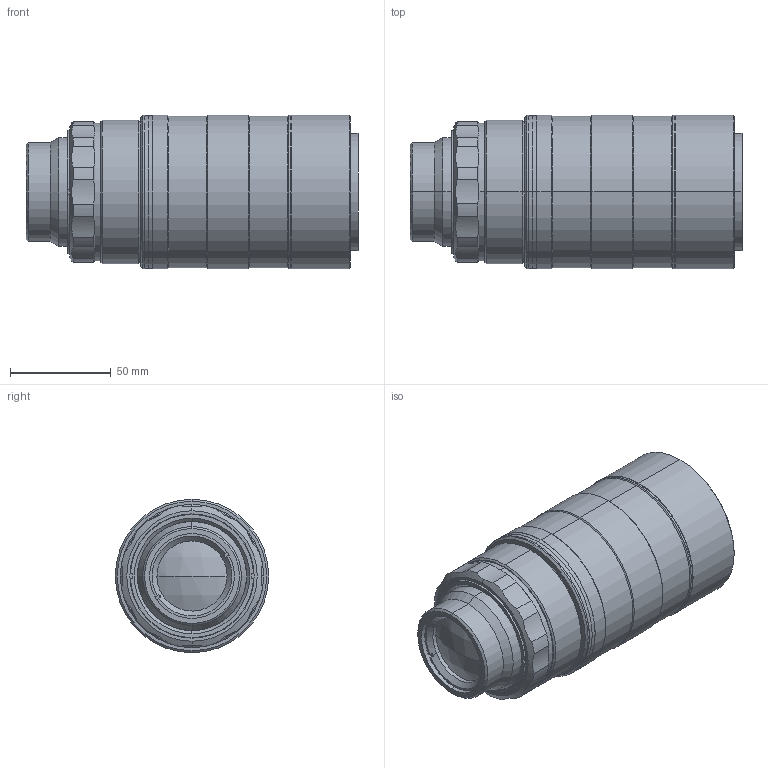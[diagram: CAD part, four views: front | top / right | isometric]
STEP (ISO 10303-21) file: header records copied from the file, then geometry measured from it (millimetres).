
FILE_DESCRIPTION (( 'STEP AP203' ), '1' );
FILE_NAME ('DP71560-B_MC12K067X-I.step', '2021-12-23T13:55:37', ( '' ), ( '' ), 'SwSTEP 2.0', 'SolidWorks 2021', '' );
FILE_SCHEMA (( 'CONFIG_CONTROL_DESIGN' ));
Length unit declared in the file: millimetre
Products named in the file (1): DP71560-B_MC12K067X-I
Bounding box: 164.49 x 76 x 76 mm (x, y, z)
Surface area: 71689.7 mm2 (no closed solid volume)
Topology: 0 solids, 13 shells, 130 faces, 339 edges, 223 vertices
Faces by surface type: cylinder 67, cone 34, plane 27, sphere 2
Entity records: 4423 total; most frequent: CARTESIAN_POINT 1115, DIRECTION 725, ORIENTED_EDGE 601, EDGE_CURVE 339, AXIS2_PLACEMENT_3D 297, VERTEX_POINT 223, CIRCLE 166, EDGE_LOOP 150
